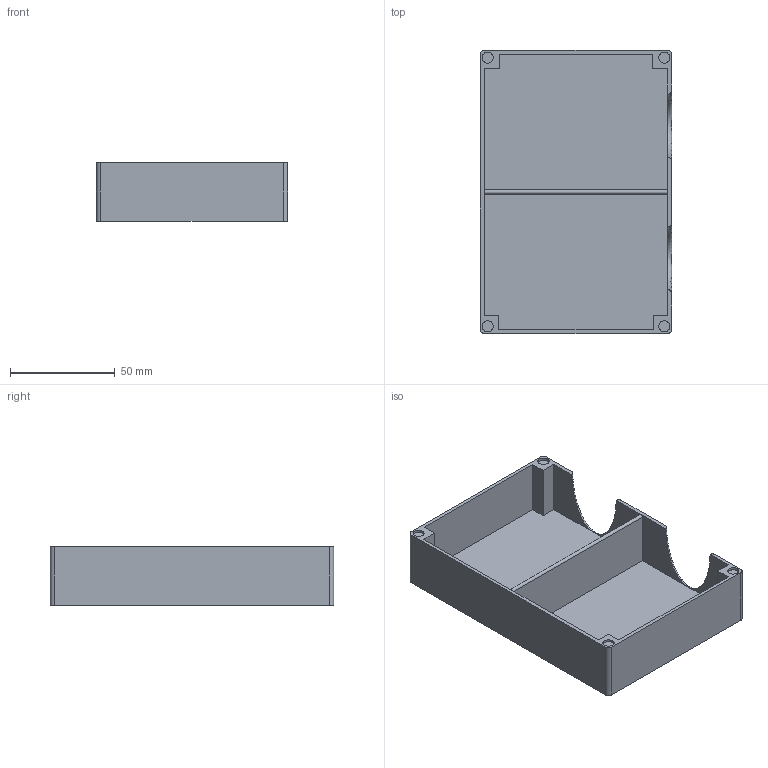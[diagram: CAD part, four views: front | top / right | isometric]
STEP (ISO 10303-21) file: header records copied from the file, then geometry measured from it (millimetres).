
FILE_DESCRIPTION(/* description */ (''),/* implementation_level */ '2;1');
FILE_NAME(/* name */ 'Wingspan - Birdcards.step',/* time_stamp */ '2022-04-14T20:14:36+02:00',/* author */ (''),/* organization */ (''),/* preprocessor_version */ 'ST-DEVELOPER v18.1',/* originating_system */ 'Autodesk Translation Framework v10.14.0.1471',/* authorisation */ '');
FILE_SCHEMA (('AUTOMOTIVE_DESIGN { 1 0 10303 214 3 1 1 }'));
Length unit declared in the file: millimetre
Products named in the file (1): Wingspan - Birdcards
Bounding box: 91.5 x 135.5 x 28 mm (x, y, z)
Volume: 46742.2 mm3; surface area: 51142.8 mm2
Topology: 1 solids, 1 shells, 44 faces, 110 edges, 72 vertices
Faces by surface type: plane 33, cylinder 9, bspline 2
Full cylindrical faces by diameter (mm): 5.3 x4
Entity records: 1732 total; most frequent: CARTESIAN_POINT 646, ORIENTED_EDGE 220, DIRECTION 210, EDGE_CURVE 110, LINE 76, VECTOR 76, VERTEX_POINT 72, AXIS2_PLACEMENT_3D 67
